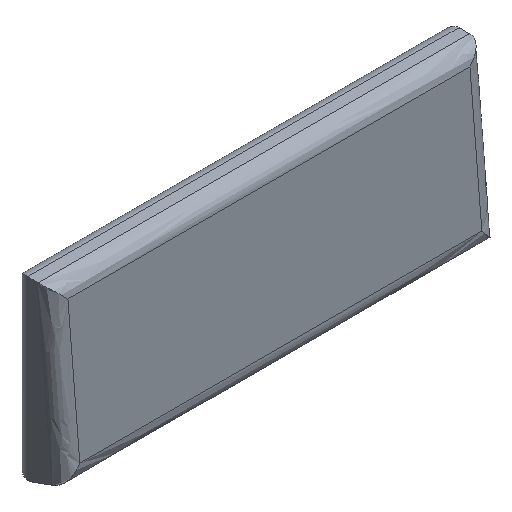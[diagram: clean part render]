
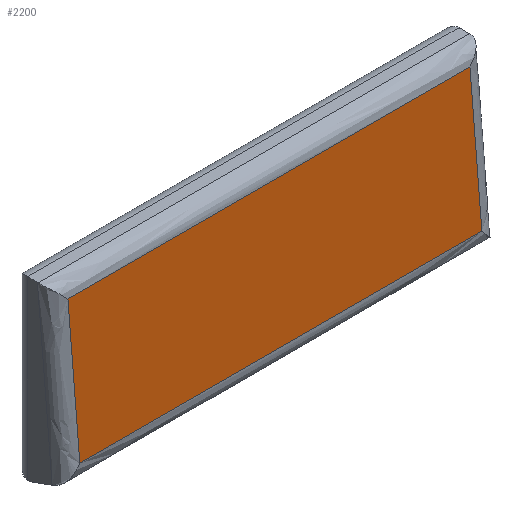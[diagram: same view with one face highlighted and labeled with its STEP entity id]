
A CAD part, isometric view. The second image highlights one B-rep face of the part: STEP entity #2200.
In plain terms, the highlighted planar face has unit normal (0, -0.996, 0.087).
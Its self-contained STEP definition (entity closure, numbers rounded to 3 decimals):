
#80=B_SPLINE_CURVE_WITH_KNOTS('',3,(#4086,#4087,#4088,#4089),
 .UNSPECIFIED.,.F.,.F.,(4,4),(-24.152,-0.848),
 .UNSPECIFIED.);
#84=B_SPLINE_CURVE_WITH_KNOTS('',3,(#4158,#4159,#4160,#4161),
 .UNSPECIFIED.,.F.,.F.,(4,4),(-24.152,-0.848),
 .UNSPECIFIED.);
#88=B_SPLINE_CURVE_WITH_KNOTS('',3,(#4231,#4232,#4233,#4234),
 .UNSPECIFIED.,.F.,.F.,(4,4),(-8.739,-0.814),
 .UNSPECIFIED.);
#90=B_SPLINE_CURVE_WITH_KNOTS('',3,(#4279,#4280,#4281,#4282),
 .UNSPECIFIED.,.F.,.F.,(4,4),(-8.681,-0.756),
 .UNSPECIFIED.);
#121=PLANE('',#2531);
#500=FACE_OUTER_BOUND('',#648,.T.);
#648=EDGE_LOOP('',(#2031,#2032,#2033,#2034));
#1076=VERTEX_POINT('',#4084);
#1077=VERTEX_POINT('',#4085);
#1080=VERTEX_POINT('',#4156);
#1081=VERTEX_POINT('',#4157);
#1392=EDGE_CURVE('',#1076,#1077,#80,.T.);
#1396=EDGE_CURVE('',#1080,#1081,#84,.T.);
#1400=EDGE_CURVE('',#1081,#1076,#88,.T.);
#1402=EDGE_CURVE('',#1077,#1080,#90,.T.);
#2031=ORIENTED_EDGE('',*,*,#1396,.F.);
#2032=ORIENTED_EDGE('',*,*,#1402,.F.);
#2033=ORIENTED_EDGE('',*,*,#1392,.F.);
#2034=ORIENTED_EDGE('',*,*,#1400,.F.);
#2200=ADVANCED_FACE('',(#500),#121,.F.);
#2531=AXIS2_PLACEMENT_3D('',#4298,#3263,#3264);
#3263=DIRECTION('center_axis',(0.,0.996,-0.087));
#3264=DIRECTION('ref_axis',(1.,0.,0.));
#4084=CARTESIAN_POINT('',(-116.515,7.959,-14.981));
#4085=CARTESIAN_POINT('',(116.515,7.959,-14.981));
#4086=CARTESIAN_POINT('Ctrl Pts',(-116.515,7.959,-14.981));
#4087=CARTESIAN_POINT('Ctrl Pts',(-38.817,7.959,-14.981));
#4088=CARTESIAN_POINT('Ctrl Pts',(38.817,7.959,-14.981));
#4089=CARTESIAN_POINT('Ctrl Pts',(116.515,7.959,-14.981));
#4156=CARTESIAN_POINT('',(116.515,1.052,-93.927));
#4157=CARTESIAN_POINT('',(-116.515,1.052,-93.927));
#4158=CARTESIAN_POINT('Ctrl Pts',(116.515,1.052,-93.927));
#4159=CARTESIAN_POINT('Ctrl Pts',(38.817,1.052,-93.927));
#4160=CARTESIAN_POINT('Ctrl Pts',(-38.817,1.052,-93.927));
#4161=CARTESIAN_POINT('Ctrl Pts',(-116.515,1.052,-93.927));
#4231=CARTESIAN_POINT('Ctrl Pts',(-116.515,1.052,-93.927));
#4232=CARTESIAN_POINT('Ctrl Pts',(-116.515,3.354,-67.607));
#4233=CARTESIAN_POINT('Ctrl Pts',(-116.515,5.656,-41.301));
#4234=CARTESIAN_POINT('Ctrl Pts',(-116.515,7.959,-14.981));
#4279=CARTESIAN_POINT('Ctrl Pts',(116.515,7.959,-14.981));
#4280=CARTESIAN_POINT('Ctrl Pts',(116.515,5.656,-41.301));
#4281=CARTESIAN_POINT('Ctrl Pts',(116.515,3.354,-67.607));
#4282=CARTESIAN_POINT('Ctrl Pts',(116.515,1.052,-93.927));
#4298=CARTESIAN_POINT('Origin',(0.,4.322,-56.547));
